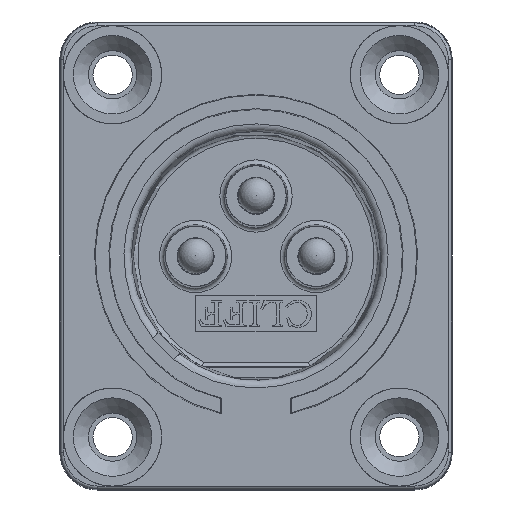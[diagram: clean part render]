
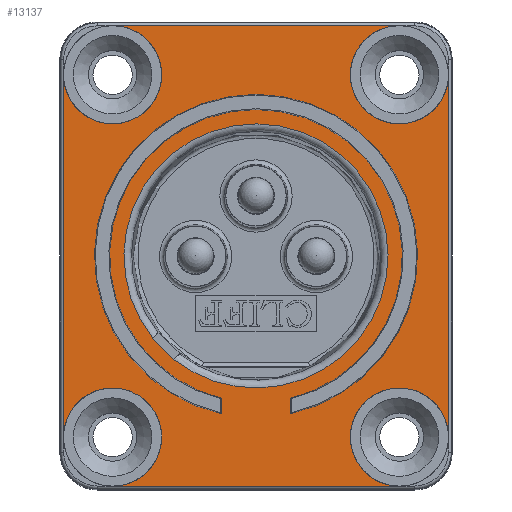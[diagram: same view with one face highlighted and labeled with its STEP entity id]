
A CAD part, top view. The second image highlights one B-rep face of the part: STEP entity #13137.
In plain terms, the highlighted planar face has unit normal (0, 0, 1).
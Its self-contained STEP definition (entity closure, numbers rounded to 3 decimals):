
#440=FACE_BOUND('',#2022,.T.);
#441=FACE_BOUND('',#2023,.T.);
#786=CIRCLE('',#14077,3.25);
#788=CIRCLE('',#14080,3.25);
#790=CIRCLE('',#14082,3.25);
#791=CIRCLE('',#14084,3.25);
#793=CIRCLE('',#14087,3.25);
#795=CIRCLE('',#14089,3.25);
#810=CIRCLE('',#14118,10.7);
#811=CIRCLE('',#14120,9.7);
#812=CIRCLE('',#14122,8.747);
#1290=FACE_OUTER_BOUND('',#2021,.T.);
#2021=EDGE_LOOP('',(#9555,#9556,#9557,#9558,#9559,#9560,#9561,#9562,#9563,
#9564));
#2022=EDGE_LOOP('',(#9565,#9566,#9567,#9568));
#2023=EDGE_LOOP('',(#9569,#9570,#9571,#9572));
#2853=LINE('',#19654,#3895);
#2854=LINE('',#19678,#3896);
#2857=LINE('',#19707,#3899);
#2862=LINE('',#19736,#3904);
#2877=LINE('',#19847,#3919);
#2878=LINE('',#19849,#3920);
#2879=LINE('',#19850,#3921);
#2880=LINE('',#19851,#3922);
#2881=LINE('',#19852,#3923);
#3895=VECTOR('',#16036,10.);
#3896=VECTOR('',#16053,10.);
#3899=VECTOR('',#16066,10.);
#3904=VECTOR('',#16073,10.);
#3919=VECTOR('',#16198,10.);
#3920=VECTOR('',#16199,10.);
#3921=VECTOR('',#16200,10.);
#3922=VECTOR('',#16201,10.);
#3923=VECTOR('',#16202,10.);
#5236=VERTEX_POINT('',#19634);
#5240=VERTEX_POINT('',#19647);
#5246=VERTEX_POINT('',#19672);
#5247=VERTEX_POINT('',#19677);
#5253=VERTEX_POINT('',#19699);
#5254=VERTEX_POINT('',#19706);
#5256=VERTEX_POINT('',#19718);
#5259=VERTEX_POINT('',#19729);
#5261=VERTEX_POINT('',#19751);
#5264=VERTEX_POINT('',#19763);
#5282=VERTEX_POINT('',#19823);
#5283=VERTEX_POINT('',#19827);
#5284=VERTEX_POINT('',#19833);
#5285=VERTEX_POINT('',#19837);
#5286=VERTEX_POINT('',#19843);
#5287=VERTEX_POINT('',#19844);
#5288=VERTEX_POINT('',#19846);
#5289=VERTEX_POINT('',#19848);
#6747=EDGE_CURVE('',#5240,#5236,#2853,.T.);
#6755=EDGE_CURVE('',#5246,#5247,#2854,.T.);
#6764=EDGE_CURVE('',#5253,#5254,#2857,.T.);
#6772=EDGE_CURVE('',#5259,#5256,#2862,.T.);
#6777=EDGE_CURVE('',#5259,#5247,#786,.T.);
#6780=EDGE_CURVE('',#5261,#5256,#788,.T.);
#6783=EDGE_CURVE('',#5240,#5261,#790,.T.);
#6784=EDGE_CURVE('',#5246,#5254,#791,.T.);
#6787=EDGE_CURVE('',#5264,#5236,#793,.T.);
#6790=EDGE_CURVE('',#5253,#5264,#795,.T.);
#6817=EDGE_CURVE('',#5282,#5283,#810,.T.);
#6819=EDGE_CURVE('',#5285,#5284,#811,.T.);
#6821=EDGE_CURVE('',#5286,#5287,#812,.T.);
#6822=EDGE_CURVE('',#5286,#5288,#2877,.T.);
#6823=EDGE_CURVE('',#5288,#5289,#2878,.T.);
#6824=EDGE_CURVE('',#5289,#5287,#2879,.T.);
#6825=EDGE_CURVE('',#5284,#5282,#2880,.T.);
#6826=EDGE_CURVE('',#5285,#5283,#2881,.T.);
#9555=ORIENTED_EDGE('',*,*,#6772,.F.);
#9556=ORIENTED_EDGE('',*,*,#6777,.T.);
#9557=ORIENTED_EDGE('',*,*,#6755,.F.);
#9558=ORIENTED_EDGE('',*,*,#6784,.T.);
#9559=ORIENTED_EDGE('',*,*,#6764,.F.);
#9560=ORIENTED_EDGE('',*,*,#6790,.T.);
#9561=ORIENTED_EDGE('',*,*,#6787,.T.);
#9562=ORIENTED_EDGE('',*,*,#6747,.F.);
#9563=ORIENTED_EDGE('',*,*,#6783,.T.);
#9564=ORIENTED_EDGE('',*,*,#6780,.T.);
#9565=ORIENTED_EDGE('',*,*,#6821,.F.);
#9566=ORIENTED_EDGE('',*,*,#6822,.T.);
#9567=ORIENTED_EDGE('',*,*,#6823,.T.);
#9568=ORIENTED_EDGE('',*,*,#6824,.T.);
#9569=ORIENTED_EDGE('',*,*,#6819,.T.);
#9570=ORIENTED_EDGE('',*,*,#6825,.T.);
#9571=ORIENTED_EDGE('',*,*,#6817,.T.);
#9572=ORIENTED_EDGE('',*,*,#6826,.F.);
#11957=PLANE('',#14121);
#13137=ADVANCED_FACE('',(#1290,#440,#441),#11957,.T.);
#14077=AXIS2_PLACEMENT_3D('',#19746,#16092,#16093);
#14080=AXIS2_PLACEMENT_3D('',#19752,#16099,#16100);
#14082=AXIS2_PLACEMENT_3D('',#19756,#16104,#16105);
#14084=AXIS2_PLACEMENT_3D('',#19758,#16108,#16109);
#14087=AXIS2_PLACEMENT_3D('',#19764,#16115,#16116);
#14089=AXIS2_PLACEMENT_3D('',#19768,#16120,#16121);
#14118=AXIS2_PLACEMENT_3D('',#19831,#16188,#16189);
#14120=AXIS2_PLACEMENT_3D('',#19838,#16192,#16193);
#14121=AXIS2_PLACEMENT_3D('',#19842,#16194,#16195);
#14122=AXIS2_PLACEMENT_3D('',#19845,#16196,#16197);
#16036=DIRECTION('',(0.,1.,0.));
#16053=DIRECTION('',(0.,-1.,0.));
#16066=DIRECTION('',(1.,0.,0.));
#16073=DIRECTION('',(-1.,0.,0.));
#16092=DIRECTION('center_axis',(0.,0.,-1.));
#16093=DIRECTION('ref_axis',(-1.,0.,0.));
#16099=DIRECTION('center_axis',(0.,0.,-1.));
#16100=DIRECTION('ref_axis',(-1.,0.,0.));
#16104=DIRECTION('center_axis',(0.,0.,-1.));
#16105=DIRECTION('ref_axis',(-1.,0.,0.));
#16108=DIRECTION('center_axis',(0.,0.,-1.));
#16109=DIRECTION('ref_axis',(-1.,0.,0.));
#16115=DIRECTION('center_axis',(0.,0.,-1.));
#16116=DIRECTION('ref_axis',(-1.,0.,0.));
#16120=DIRECTION('center_axis',(0.,0.,-1.));
#16121=DIRECTION('ref_axis',(-1.,0.,0.));
#16188=DIRECTION('center_axis',(0.,0.,-1.));
#16189=DIRECTION('ref_axis',(-1.,0.,0.));
#16192=DIRECTION('center_axis',(0.,0.,1.));
#16193=DIRECTION('ref_axis',(-1.,0.,0.));
#16194=DIRECTION('center_axis',(0.,0.,1.));
#16195=DIRECTION('ref_axis',(1.,0.,0.));
#16196=DIRECTION('center_axis',(0.,0.,1.));
#16197=DIRECTION('ref_axis',(0.707,0.707,0.));
#16198=DIRECTION('',(-0.707,-0.707,0.));
#16199=DIRECTION('',(-0.707,0.707,0.));
#16200=DIRECTION('',(0.707,0.707,0.));
#16201=DIRECTION('',(0.,-1.,0.));
#16202=DIRECTION('',(0.,-1.,0.));
#19634=CARTESIAN_POINT('',(-12.742,11.777,2.7));
#19647=CARTESIAN_POINT('',(-12.742,-11.777,2.7));
#19654=CARTESIAN_POINT('',(-12.742,-6.5,2.7));
#19672=CARTESIAN_POINT('',(12.742,11.777,2.7));
#19677=CARTESIAN_POINT('',(12.742,-11.777,2.7));
#19678=CARTESIAN_POINT('',(12.742,6.5,2.7));
#19699=CARTESIAN_POINT('',(-9.277,15.242,2.7));
#19706=CARTESIAN_POINT('',(9.277,15.242,2.7));
#19707=CARTESIAN_POINT('',(-5.25,15.242,2.7));
#19718=CARTESIAN_POINT('',(-9.277,-15.242,2.7));
#19729=CARTESIAN_POINT('',(9.277,-15.242,2.7));
#19736=CARTESIAN_POINT('',(5.25,-15.242,2.7));
#19746=CARTESIAN_POINT('Origin',(9.5,-12.,2.7));
#19751=CARTESIAN_POINT('',(-6.25,-12.,2.7));
#19752=CARTESIAN_POINT('Origin',(-9.5,-12.,2.7));
#19756=CARTESIAN_POINT('Origin',(-9.5,-12.,2.7));
#19758=CARTESIAN_POINT('Origin',(9.5,12.,2.7));
#19763=CARTESIAN_POINT('',(-6.25,12.,2.7));
#19764=CARTESIAN_POINT('Origin',(-9.5,12.,2.7));
#19768=CARTESIAN_POINT('Origin',(-9.5,12.,2.7));
#19823=CARTESIAN_POINT('',(-2.3,-10.45,2.7));
#19827=CARTESIAN_POINT('',(2.3,-10.45,2.7));
#19831=CARTESIAN_POINT('Origin',(0.,0.,2.7));
#19833=CARTESIAN_POINT('',(-2.3,-9.423,2.7));
#19837=CARTESIAN_POINT('',(2.3,-9.423,2.7));
#19838=CARTESIAN_POINT('Origin',(0.,0.,2.7));
#19842=CARTESIAN_POINT('Origin',(0.,0.,2.7));
#19843=CARTESIAN_POINT('',(-5.437,-6.851,2.7));
#19844=CARTESIAN_POINT('',(-6.851,-5.437,2.7));
#19845=CARTESIAN_POINT('Origin',(0.,0.,2.7));
#19846=CARTESIAN_POINT('',(-5.445,-6.859,2.7));
#19847=CARTESIAN_POINT('',(-2.369,-3.783,2.7));
#19848=CARTESIAN_POINT('',(-6.859,-5.445,2.7));
#19849=CARTESIAN_POINT('',(-6.505,-5.798,2.7));
#19850=CARTESIAN_POINT('',(-3.076,-1.662,2.7));
#19851=CARTESIAN_POINT('',(-2.3,0.,2.7));
#19852=CARTESIAN_POINT('',(2.3,0.,2.7));
